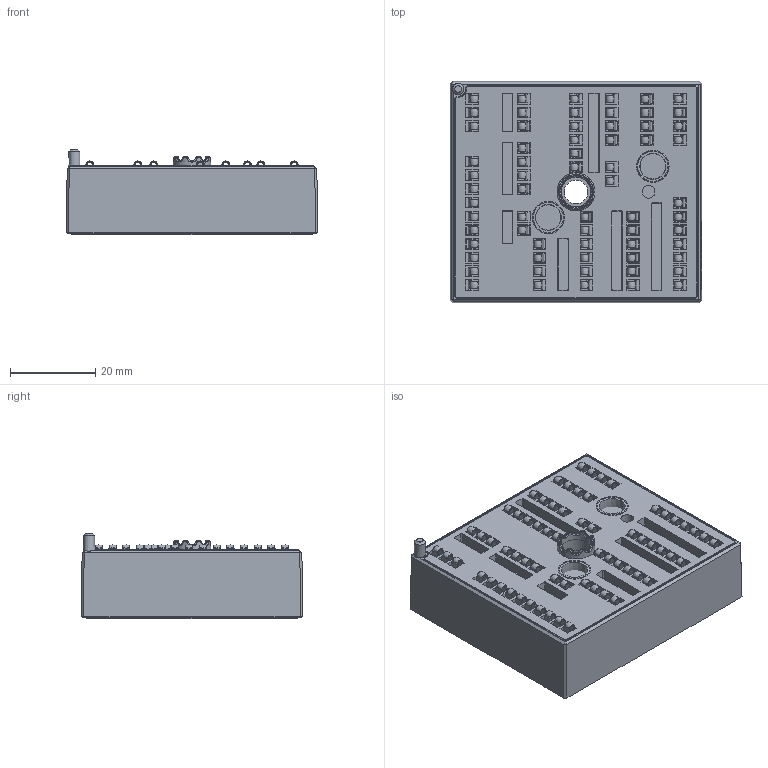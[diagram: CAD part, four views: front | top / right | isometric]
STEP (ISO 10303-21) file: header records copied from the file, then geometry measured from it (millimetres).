
FILE_DESCRIPTION(/* description */ ('Unknown'),/* implementation_level */ '2;1');
FILE_NAME(/* name */ 'MiniSkiiP2-K350(380)-01-OL',/* time_stamp */ '2017-07-27T15:27:40+02:00',/* author */ ('Unknown'),/* organization */ ('Unknown'),/* preprocessor_version */ 'ST-DEVELOPER v16.7',/* originating_system */ 'DEX',/* authorisation */ $);
FILE_SCHEMA (('AUTOMOTIVE_DESIGN {1 0 10303 214 3 1 1}'));
Products named in the file (1): MiniSkiiP2-K350-01-OL
Bounding box: 59 x 52 x 20.04 mm (x, y, z)
Volume: 56464.1 mm3; surface area: 39632 mm2
Topology: 3 solids, 68 shells, 6474 faces, 18403 edges, 11713 vertices
Faces by surface type: plane 3761, cylinder 1656, bspline 918, torus 89, sphere 28, cone 22
Full cylindrical faces by diameter (mm): 0.5 x67, 2.6 x2, 3 x1, 4 x2, 5.5 x1, 6.2 x1, 7 x1, 7.5 x1, 8 x1
Entity records: 231072 total; most frequent: CARTESIAN_POINT 70457, ORIENTED_EDGE 35518, DIRECTION 30122, EDGE_CURVE 17759, VERTEX_POINT 11705, LINE 11680, VECTOR 11680, AXIS2_PLACEMENT_3D 9221
